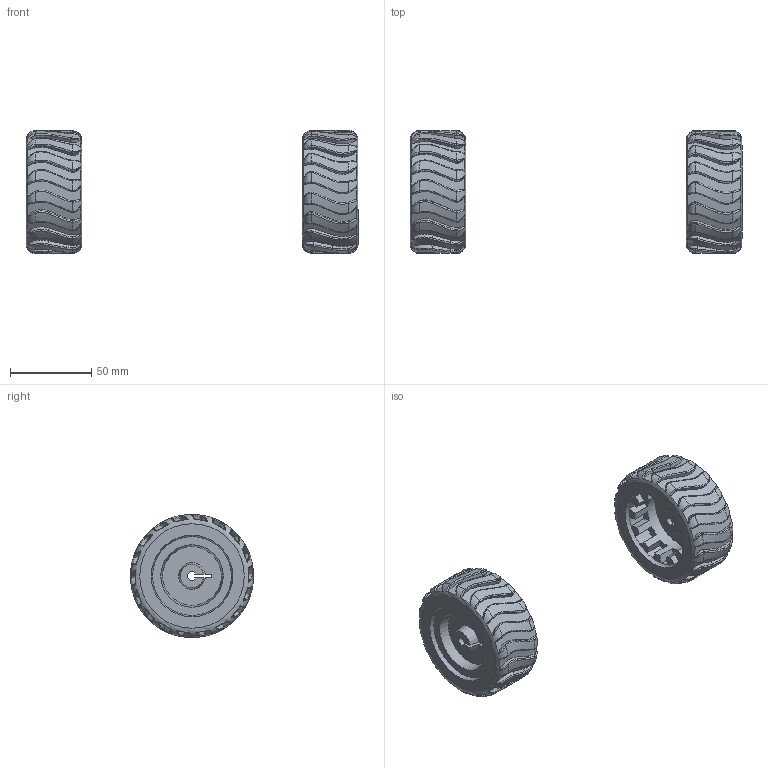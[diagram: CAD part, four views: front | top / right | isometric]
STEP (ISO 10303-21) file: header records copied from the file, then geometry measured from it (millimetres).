
FILE_DESCRIPTION(/* description */ (''),/* implementation_level */ '2;1');
FILE_NAME(/* name */ 'justwheels.step',/* time_stamp */ '2021-11-08T03:01:34+06:00',/* author */ (''),/* organization */ (''),/* preprocessor_version */ 'ST-DEVELOPER v18.1',/* originating_system */ 'Autodesk Translation Framework v10.10.0.1391',/* authorisation */ '');
FILE_SCHEMA (('AUTOMOTIVE_DESIGN { 1 0 10303 214 3 1 1 }'));
Length unit declared in the file: millimetre
Products named in the file (2): backup; wheelnew
Assembly tree (2 placements, depth 2):
  backup
    wheelnew  x2
Bounding box: 204.05 x 75.6 x 75.6 mm (x, y, z)
Volume: 201479.5 mm3; surface area: 48204.1 mm2
Topology: 2 solids, 2 shells, 954 faces, 2496 edges, 1552 vertices
Faces by surface type: bspline 432, plane 300, cylinder 208, cone 10, torus 4
Full cylindrical faces by diameter (mm): 38.405 x2
Entity records: 26756 total; most frequent: CARTESIAN_POINT 15984, ORIENTED_EDGE 2496, DIRECTION 1740, EDGE_CURVE 1248, VERTEX_POINT 776, AXIS2_PLACEMENT_3D 720, B_SPLINE_CURVE_WITH_KNOTS 491, EDGE_LOOP 482
